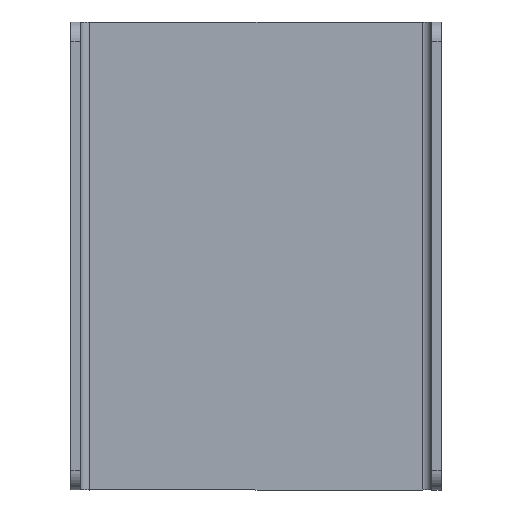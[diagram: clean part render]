
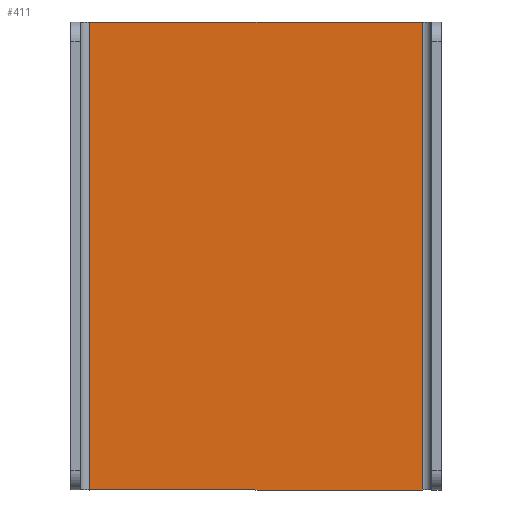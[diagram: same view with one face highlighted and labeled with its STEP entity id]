
A CAD part, front view. The second image highlights one B-rep face of the part: STEP entity #411.
In plain terms, the highlighted planar face has unit normal (0, -1, 0).
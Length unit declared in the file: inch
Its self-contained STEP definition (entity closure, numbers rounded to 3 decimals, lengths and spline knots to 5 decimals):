
#18 = CARTESIAN_POINT ( 'NONE',  ( -2.25, -0.125, -3. ) ) ;
#24 = LINE ( 'NONE', #18, #134 ) ;
#47 = DIRECTION ( 'NONE',  ( 0., 0., -1. ) ) ;
#67 = DIRECTION ( 'NONE',  ( 0., 0., -1. ) ) ;
#103 = LINE ( 'NONE', #320, #712 ) ;
#134 = VECTOR ( 'NONE', #236, 39.37008 ) ;
#176 = ORIENTED_EDGE ( 'NONE', *, *, #721, .F. ) ;
#191 = ORIENTED_EDGE ( 'NONE', *, *, #477, .F. ) ;
#223 = VERTEX_POINT ( 'NONE', #250 ) ;
#236 = DIRECTION ( 'NONE',  ( -1., 0., 0. ) ) ;
#250 = CARTESIAN_POINT ( 'NONE',  ( 2.13189, -0.125, -3. ) ) ;
#255 = CARTESIAN_POINT ( 'NONE',  ( -2.13189, -0.125, -3. ) ) ;
#285 = PLANE ( 'NONE',  #524 ) ;
#296 = CARTESIAN_POINT ( 'NONE',  ( 0., -0.125, 0. ) ) ;
#320 = CARTESIAN_POINT ( 'NONE',  ( 2.13189, -0.125, 3. ) ) ;
#348 = LINE ( 'NONE', #632, #353 ) ;
#353 = VECTOR ( 'NONE', #515, 39.37008 ) ;
#392 = EDGE_CURVE ( 'NONE', #606, #481, #436, .T. ) ;
#408 = EDGE_LOOP ( 'NONE', ( #501, #191, #580, #176 ) ) ;
#411 = ADVANCED_FACE ( 'NONE', ( #690 ), #285, .T. ) ;
#436 = LINE ( 'NONE', #667, #676 ) ;
#462 = CARTESIAN_POINT ( 'NONE',  ( 2.13189, -0.125, 3. ) ) ;
#477 = EDGE_CURVE ( 'NONE', #645, #606, #348, .T. ) ;
#481 = VERTEX_POINT ( 'NONE', #462 ) ;
#501 = ORIENTED_EDGE ( 'NONE', *, *, #392, .F. ) ;
#507 = EDGE_CURVE ( 'NONE', #223, #645, #24, .T. ) ;
#515 = DIRECTION ( 'NONE',  ( 0., 0., 1. ) ) ;
#524 = AXIS2_PLACEMENT_3D ( 'NONE', #296, #573, #67 ) ;
#551 = DIRECTION ( 'NONE',  ( 1., 0., 0. ) ) ;
#573 = DIRECTION ( 'NONE',  ( 0., -1., 0. ) ) ;
#580 = ORIENTED_EDGE ( 'NONE', *, *, #507, .F. ) ;
#606 = VERTEX_POINT ( 'NONE', #700 ) ;
#632 = CARTESIAN_POINT ( 'NONE',  ( -2.13189, -0.125, -3. ) ) ;
#645 = VERTEX_POINT ( 'NONE', #255 ) ;
#667 = CARTESIAN_POINT ( 'NONE',  ( -2.25, -0.125, 3. ) ) ;
#676 = VECTOR ( 'NONE', #551, 39.37008 ) ;
#690 = FACE_OUTER_BOUND ( 'NONE', #408, .T. ) ;
#700 = CARTESIAN_POINT ( 'NONE',  ( -2.13189, -0.125, 3. ) ) ;
#712 = VECTOR ( 'NONE', #47, 39.37008 ) ;
#721 = EDGE_CURVE ( 'NONE', #481, #223, #103, .T. ) ;
